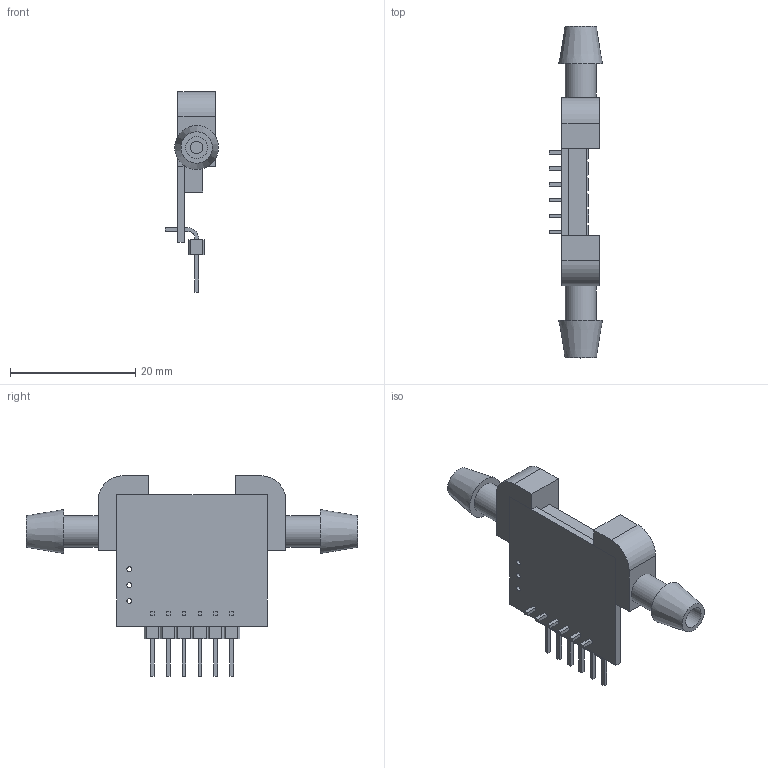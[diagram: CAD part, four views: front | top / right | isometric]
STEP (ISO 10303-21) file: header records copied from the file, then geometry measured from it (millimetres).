
FILE_DESCRIPTION(/* description */ (''),/* implementation_level */ '2;1');
FILE_NAME(/* name */ 'Датчик FS2012-1100-NG IDT.stp',/* time_stamp */ '2021-04-06T08:53:44+03:00',/* author */ ('guselnikov_aa'),/* organization */ (''),/* preprocessor_version */ 'ST-DEVELOPER v18.1',/* originating_system */ 'Autodesk Inventor 2021',/* authorisation */ '');
FILE_SCHEMA (('AUTOMOTIVE_DESIGN { 1 0 10303 214 3 1 1 }'));
Length unit declared in the file: millimetre
Products named in the file (1): Датчик FS2012-1100-NG IDT
Bounding box: 8.5 x 53 x 32 mm (x, y, z)
Volume: 2521.4 mm3; surface area: 3359.3 mm2
Topology: 8 solids, 8 shells, 266 faces, 708 edges, 477 vertices
Faces by surface type: plane 213, bspline 28, cylinder 23, cone 2
Full cylindrical faces by diameter (mm): 0.8 x3, 2 x2, 3.5 x2, 5 x2
Entity records: 8544 total; most frequent: CARTESIAN_POINT 1816, ORIENTED_EDGE 1416, DIRECTION 1195, EDGE_CURVE 708, LINE 587, VECTOR 587, VERTEX_POINT 477, EDGE_LOOP 307
